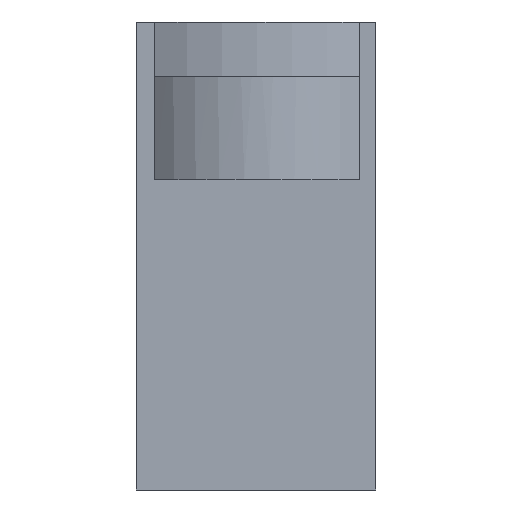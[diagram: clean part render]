
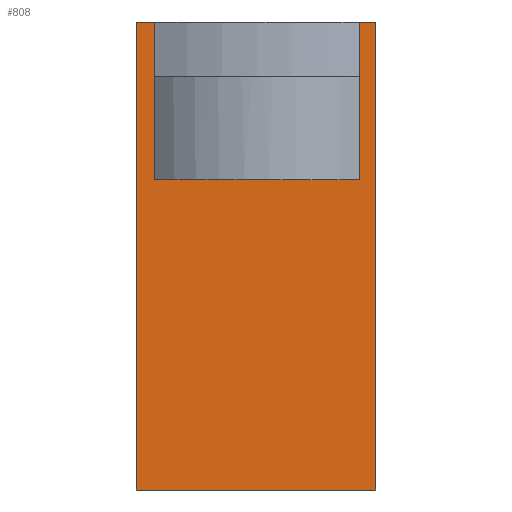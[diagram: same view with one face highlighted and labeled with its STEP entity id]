
A CAD part, left-side view. The second image highlights one B-rep face of the part: STEP entity #808.
In plain terms, the highlighted planar face has unit normal (-1, 0, 0).
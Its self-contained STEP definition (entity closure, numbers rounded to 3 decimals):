
#15=PLANE('',#858);
#53=FACE_OUTER_BOUND('',#97,.T.);
#97=EDGE_LOOP('',(#566,#567,#568,#569,#570,#571,#572,#573,#574,#575));
#142=LINE('',#1158,#244);
#143=LINE('',#1160,#245);
#144=LINE('',#1162,#246);
#145=LINE('',#1164,#247);
#146=LINE('',#1166,#248);
#147=LINE('',#1168,#249);
#148=LINE('',#1170,#250);
#149=LINE('',#1172,#251);
#150=LINE('',#1174,#252);
#151=LINE('',#1175,#253);
#244=VECTOR('',#931,10.);
#245=VECTOR('',#932,10.);
#246=VECTOR('',#933,10.);
#247=VECTOR('',#934,10.);
#248=VECTOR('',#935,10.);
#249=VECTOR('',#936,10.);
#250=VECTOR('',#937,10.);
#251=VECTOR('',#938,10.);
#252=VECTOR('',#939,10.);
#253=VECTOR('',#940,10.);
#363=VERTEX_POINT('',#1146);
#367=VERTEX_POINT('',#1154);
#368=VERTEX_POINT('',#1159);
#369=VERTEX_POINT('',#1161);
#370=VERTEX_POINT('',#1163);
#371=VERTEX_POINT('',#1165);
#372=VERTEX_POINT('',#1167);
#373=VERTEX_POINT('',#1169);
#374=VERTEX_POINT('',#1171);
#375=VERTEX_POINT('',#1173);
#446=EDGE_CURVE('',#367,#363,#142,.T.);
#447=EDGE_CURVE('',#368,#367,#143,.T.);
#448=EDGE_CURVE('',#369,#368,#144,.F.);
#449=EDGE_CURVE('',#369,#370,#145,.T.);
#450=EDGE_CURVE('',#371,#370,#146,.T.);
#451=EDGE_CURVE('',#371,#372,#147,.T.);
#452=EDGE_CURVE('',#372,#373,#148,.T.);
#453=EDGE_CURVE('',#373,#374,#149,.T.);
#454=EDGE_CURVE('',#375,#374,#150,.F.);
#455=EDGE_CURVE('',#363,#375,#151,.T.);
#566=ORIENTED_EDGE('',*,*,#446,.F.);
#567=ORIENTED_EDGE('',*,*,#447,.F.);
#568=ORIENTED_EDGE('',*,*,#448,.F.);
#569=ORIENTED_EDGE('',*,*,#449,.T.);
#570=ORIENTED_EDGE('',*,*,#450,.F.);
#571=ORIENTED_EDGE('',*,*,#451,.T.);
#572=ORIENTED_EDGE('',*,*,#452,.T.);
#573=ORIENTED_EDGE('',*,*,#453,.T.);
#574=ORIENTED_EDGE('',*,*,#454,.F.);
#575=ORIENTED_EDGE('',*,*,#455,.F.);
#808=ADVANCED_FACE('',(#53),#15,.F.);
#858=AXIS2_PLACEMENT_3D('',#1157,#929,#930);
#929=DIRECTION('center_axis',(1.,0.,0.));
#930=DIRECTION('ref_axis',(0.,1.,0.));
#931=DIRECTION('',(0.,-1.,0.));
#932=DIRECTION('',(0.,-1.,0.));
#933=DIRECTION('',(0.,0.,1.));
#934=DIRECTION('',(0.,1.,0.));
#935=DIRECTION('',(0.,0.,1.));
#936=DIRECTION('',(0.,-1.,0.));
#937=DIRECTION('',(0.,0.,1.));
#938=DIRECTION('',(0.,1.,0.));
#939=DIRECTION('',(0.,0.,-1.));
#940=DIRECTION('',(0.,-1.,0.));
#1146=CARTESIAN_POINT('',(16.06,-2.854,50.031));
#1154=CARTESIAN_POINT('',(16.06,2.854,50.031));
#1157=CARTESIAN_POINT('Origin',(16.06,0.118,30.036));
#1158=CARTESIAN_POINT('',(16.06,0.059,50.031));
#1159=CARTESIAN_POINT('',(16.06,8.877,50.031));
#1160=CARTESIAN_POINT('',(16.06,0.059,50.031));
#1161=CARTESIAN_POINT('',(16.06,8.877,70.031));
#1162=CARTESIAN_POINT('',(16.06,8.877,70.031));
#1163=CARTESIAN_POINT('',(16.06,15.338,70.031));
#1164=CARTESIAN_POINT('',(16.06,7.228,70.031));
#1165=CARTESIAN_POINT('',(16.06,15.338,10.655));
#1166=CARTESIAN_POINT('',(16.06,15.338,56.273));
#1167=CARTESIAN_POINT('',(16.06,-15.101,10.655));
#1168=CARTESIAN_POINT('',(16.06,-14.101,10.655));
#1169=CARTESIAN_POINT('',(16.06,-15.101,70.031));
#1170=CARTESIAN_POINT('',(16.06,-15.101,63.148));
#1171=CARTESIAN_POINT('',(16.06,-8.877,70.031));
#1172=CARTESIAN_POINT('',(16.06,7.228,70.031));
#1173=CARTESIAN_POINT('',(16.06,-8.877,50.031));
#1174=CARTESIAN_POINT('',(16.06,-8.877,70.031));
#1175=CARTESIAN_POINT('',(16.06,0.059,50.031));
